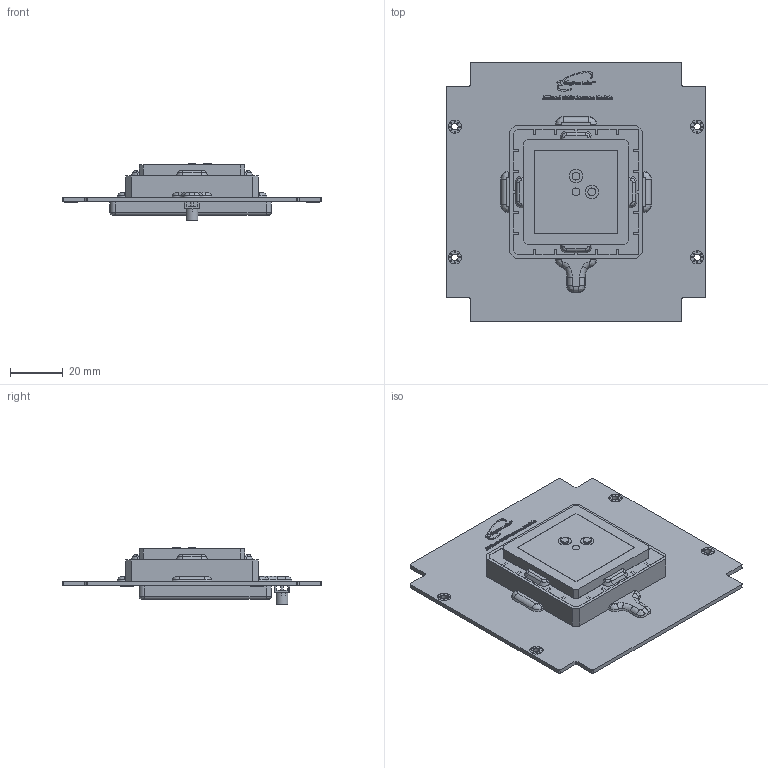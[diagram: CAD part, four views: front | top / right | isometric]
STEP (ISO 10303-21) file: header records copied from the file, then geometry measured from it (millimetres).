
FILE_DESCRIPTION (( '' ), '' );
FILE_NAME ('', '', ( '' ), ( '' ), '', '', '' );
FILE_SCHEMA (('CONFIG_CONTROL_DESIGN'));
Length unit declared in the file: millimetre
Products named in the file (10): piPATCH-Allband; logo; shield; MCX_36-001T; GPS; GPDF5012.A; glue1; glue2; PCB; CU
Assembly tree (9 placements, depth 3):
  piPATCH-Allband
    logo
    shield
    MCX_36-001T
    GPS
      GPDF5012.A
      glue1
      glue2
    PCB
    CU
Bounding box: 98 x 98 x 21.5 mm (x, y, z)
Volume: 57961.7 mm3; surface area: 43515.4 mm2
Topology: 71 solids, 71 shells, 1884 faces, 5208 edges, 3480 vertices
Faces by surface type: plane 1651, cylinder 172, bspline 41, cone 16, torus 4
Full cylindrical faces by diameter (mm): 0.365 x70, 0.53 x1, 0.8 x4, 1 x1, 1.05 x1, 1.125 x4, 1.25 x4, 1.97 x1, 2 x10, 2.5 x8, 2.8 x1, 2.9 x1, 3 x6, 3.43 x1, 3.7 x1, 4.5 x1, 5 x8
Entity records: 61251 total; most frequent: CARTESIAN_POINT 11912, ORIENTED_EDGE 10414, DIRECTION 9318, EDGE_CURVE 5207, LINE 4670, VECTOR 4670, VERTEX_POINT 3480, AXIS2_PLACEMENT_3D 2324
